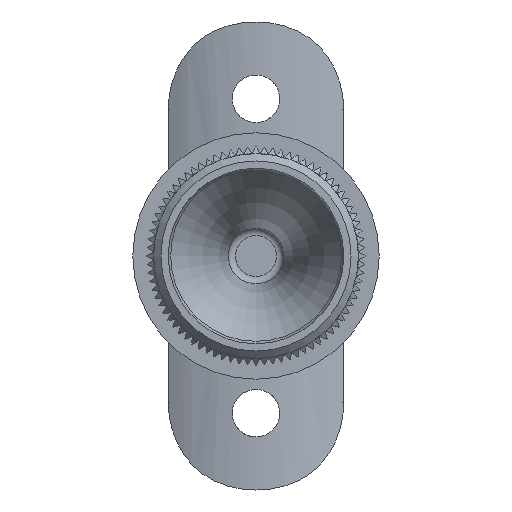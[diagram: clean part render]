
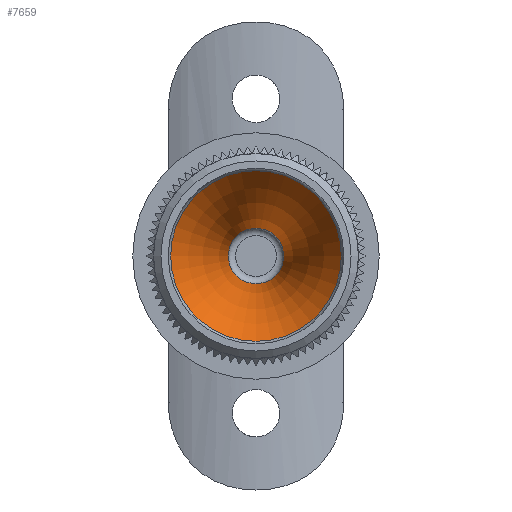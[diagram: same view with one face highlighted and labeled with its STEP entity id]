
A CAD part, front view. The second image highlights one B-rep face of the part: STEP entity #7659.
In plain terms, the highlighted toroidal (fillet/blend) face has major radius 40.7 mm and minor radius 37.2 mm.
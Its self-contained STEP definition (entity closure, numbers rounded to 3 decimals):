
#2100 = CARTESIAN_POINT ( 'NONE',  ( 0., 44.165, 0. ) ) ;
#2636 = DIRECTION ( 'NONE',  ( 0., 1., 0. ) ) ;
#3971 = DIRECTION ( 'NONE',  ( -1., 0., 0. ) ) ;
#4221 = ORIENTED_EDGE ( 'NONE', *, *, #15063, .T. ) ;
#4277 = CARTESIAN_POINT ( 'NONE',  ( -11.671, 25.547, 0. ) ) ;
#4545 = DIRECTION ( 'NONE',  ( -1., 0., 0. ) ) ;
#5853 = FACE_OUTER_BOUND ( 'NONE', #5893, .T. ) ;
#5893 = EDGE_LOOP ( 'NONE', ( #19399 ) ) ;
#6189 = FACE_OUTER_BOUND ( 'NONE', #20641, .T. ) ;
#7659 = ADVANCED_FACE ( 'NONE', ( #5853, #6189 ), #7811, .T. ) ;
#7811 = TOROIDAL_SURFACE ( 'NONE', #14858, 40.7, 37.2 ) ;
#10113 = CIRCLE ( 'NONE', #13445, 3.791 ) ;
#10617 = DIRECTION ( 'NONE',  ( 0., 1., 0. ) ) ;
#10947 = AXIS2_PLACEMENT_3D ( 'NONE', #22510, #16428, #3971 ) ;
#12830 = CIRCLE ( 'NONE', #10947, 11.671 ) ;
#13445 = AXIS2_PLACEMENT_3D ( 'NONE', #2100, #10617, #22828 ) ;
#14577 = VERTEX_POINT ( 'NONE', #4277 ) ;
#14858 = AXIS2_PLACEMENT_3D ( 'NONE', #15299, #2636, #4545 ) ;
#15063 = EDGE_CURVE ( 'NONE', #18358, #18358, #10113, .T. ) ;
#15299 = CARTESIAN_POINT ( 'NONE',  ( 0., 48.809, 0. ) ) ;
#16428 = DIRECTION ( 'NONE',  ( 0., 1., 0. ) ) ;
#18358 = VERTEX_POINT ( 'NONE', #24351 ) ;
#19399 = ORIENTED_EDGE ( 'NONE', *, *, #21044, .F. ) ;
#20641 = EDGE_LOOP ( 'NONE', ( #4221 ) ) ;
#21044 = EDGE_CURVE ( 'NONE', #14577, #14577, #12830, .T. ) ;
#22510 = CARTESIAN_POINT ( 'NONE',  ( 0., 25.547, 0. ) ) ;
#22828 = DIRECTION ( 'NONE',  ( -1., 0., 0. ) ) ;
#24351 = CARTESIAN_POINT ( 'NONE',  ( -3.791, 44.165, 0. ) ) ;
